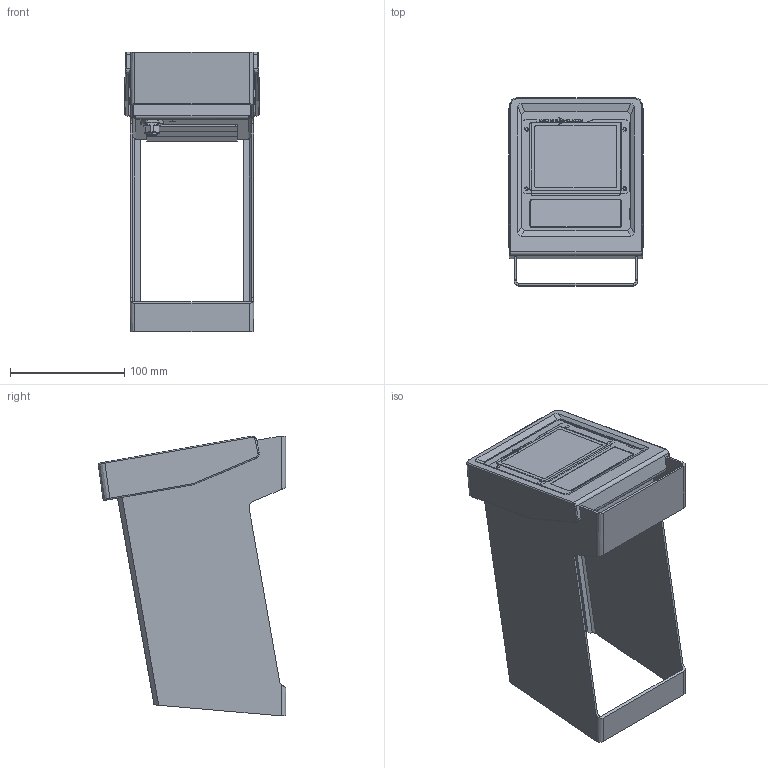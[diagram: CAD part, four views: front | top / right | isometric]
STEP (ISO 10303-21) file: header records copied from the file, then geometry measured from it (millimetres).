
FILE_DESCRIPTION(/* description */ (''),/* implementation_level */ '2;1');
FILE_NAME(/* name */ 'PE900011.stp',/* time_stamp */ '2021-10-29T10:21:55+02:00',/* author */ ('JGermann'),/* organization */ (''),/* preprocessor_version */ 'ST-DEVELOPER v18.1',/* originating_system */ 'Autodesk Inventor 2021',/* authorisation */ '');
FILE_SCHEMA (('AUTOMOTIVE_DESIGN { 1 0 10303 214 3 1 1 }'));
Length unit declared in the file: millimetre
Products named in the file (1): PE 900 011
Bounding box: 118.23 x 164.38 x 245.05 mm (x, y, z)
Volume: 259554.2 mm3; surface area: 297500.6 mm2
Topology: 23 solids, 23 shells, 1463 faces, 3862 edges, 2543 vertices
Faces by surface type: plane 873, bspline 305, cylinder 204, cone 64, torus 13, sphere 4
Full cylindrical faces by diameter (mm): 1.1 x4, 1.2 x1, 1.6 x4, 2.7 x4, 3 x28, 3.4 x2, 3.6 x6, 3.65 x4, 4 x1, 5.4 x1, 5.54 x4, 7.5 x1, 8 x2, 10.917 x1, 12.2 x1
Entity records: 49194 total; most frequent: CARTESIAN_POINT 12598, ORIENTED_EDGE 7704, DIRECTION 6300, EDGE_CURVE 3852, LINE 2590, VECTOR 2590, VERTEX_POINT 2543, AXIS2_PLACEMENT_3D 1855
